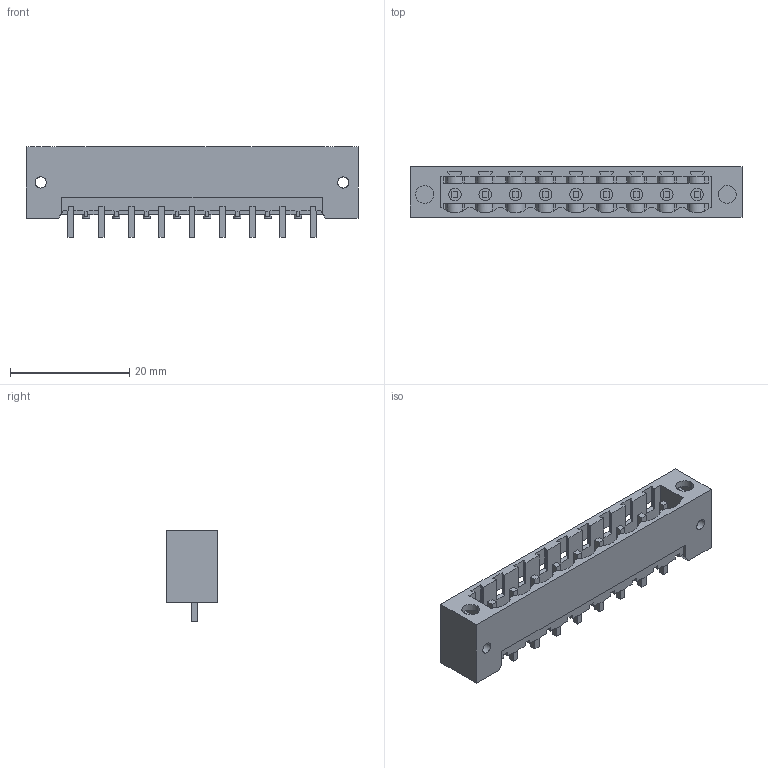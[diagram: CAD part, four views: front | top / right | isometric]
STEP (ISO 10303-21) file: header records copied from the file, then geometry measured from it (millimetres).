
FILE_DESCRIPTION(('CATIA V5 STEP Exchange','CAx-IF Rec.Pracs.--- Model Styling and Organization---1.2---2011-12-15'),'2;1');
FILE_NAME ('D1456985_0_1837890000_1837890000.stp','2018-03-21T10:12:14+00:00',('none'),('Weidmueller'),'CATIA Version 5-6 Release 2014','CATIA V5 STEP AP214','none');
FILE_SCHEMA(('AUTOMOTIVE_DESIGN { 1 0 10303 214 1 1 1 1 }'));
Length unit declared in the file: millimetre
Products named in the file (1): 1837890000
Bounding box: 55.72 x 8.43 x 15.2 mm (x, y, z)
Volume: 2124.8 mm3; surface area: 5052.9 mm2
Topology: 10 solids, 10 shells, 594 faces, 1856 edges, 1271 vertices
Faces by surface type: plane 490, cylinder 95, extrusion 9
Entity records: 21177 total; most frequent: CARTESIAN_POINT 4834, ORIENTED_EDGE 3712, DIRECTION 2855, EDGE_CURVE 1856, VECTOR 1522, LINE 1513, VERTEX_POINT 1271, AXIS2_PLACEMENT_3D 748
